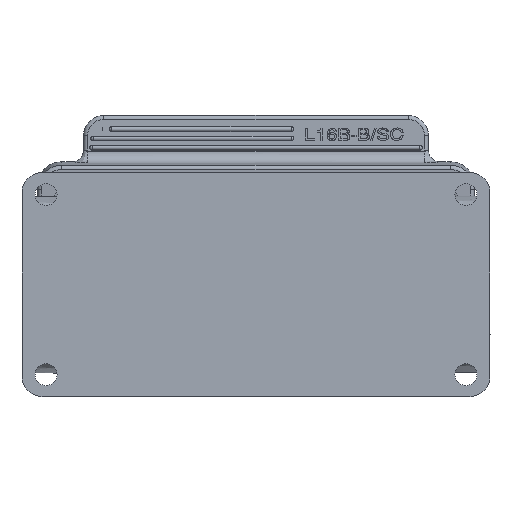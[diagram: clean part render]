
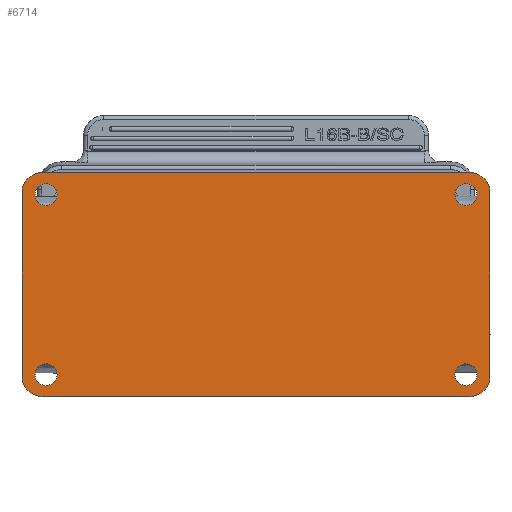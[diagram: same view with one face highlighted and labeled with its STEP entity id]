
A CAD part, front view. The second image highlights one B-rep face of the part: STEP entity #6714.
In plain terms, the highlighted planar face has unit normal (0, -1, 0).
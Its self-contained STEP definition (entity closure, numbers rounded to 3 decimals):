
#5077=CIRCLE('',#23535,2.75);
#5080=CIRCLE('',#23539,2.75);
#5081=CIRCLE('',#23541,2.75);
#5084=CIRCLE('',#23545,2.75);
#5090=CIRCLE('',#23559,2.75);
#5093=CIRCLE('',#23563,2.75);
#5094=CIRCLE('',#23565,2.75);
#5097=CIRCLE('',#23569,2.75);
#5098=CIRCLE('',#23571,5.);
#5112=CIRCLE('',#23606,5.);
#5113=CIRCLE('',#23608,5.);
#5114=CIRCLE('',#23609,5.);
#5428=FACE_BOUND('',#9145,.T.);
#5429=FACE_BOUND('',#9146,.T.);
#5430=FACE_BOUND('',#9147,.T.);
#5431=FACE_BOUND('',#9148,.T.);
#5432=FACE_BOUND('',#9149,.T.);
#6714=ADVANCED_FACE('',(#5428,#5429,#5430,#5431,#5432),#7308,.F.);
#7308=PLANE('',#23610);
#9145=EDGE_LOOP('',(#15478,#15479));
#9146=EDGE_LOOP('',(#15480,#15481));
#9147=EDGE_LOOP('',(#15482,#15483));
#9148=EDGE_LOOP('',(#15484,#15485));
#9149=EDGE_LOOP('',(#15486,#15487,#15488,#15489,#15490,#15491,#15492,#15493));
#10249=LINE('',#37361,#11355);
#10268=LINE('',#38179,#11374);
#10269=LINE('',#38183,#11375);
#10270=LINE('',#38184,#11376);
#11355=VECTOR('',#27027,1.);
#11374=VECTOR('',#27116,1.);
#11375=VECTOR('',#27119,1.);
#11376=VECTOR('',#27120,1.);
#15478=ORIENTED_EDGE('',*,*,#20705,.F.);
#15479=ORIENTED_EDGE('',*,*,#20710,.F.);
#15480=ORIENTED_EDGE('',*,*,#20754,.F.);
#15481=ORIENTED_EDGE('',*,*,#20759,.F.);
#15482=ORIENTED_EDGE('',*,*,#20748,.F.);
#15483=ORIENTED_EDGE('',*,*,#20753,.F.);
#15484=ORIENTED_EDGE('',*,*,#20711,.F.);
#15485=ORIENTED_EDGE('',*,*,#20716,.F.);
#15486=ORIENTED_EDGE('',*,*,#20823,.F.);
#15487=ORIENTED_EDGE('',*,*,#20824,.F.);
#15488=ORIENTED_EDGE('',*,*,#20825,.F.);
#15489=ORIENTED_EDGE('',*,*,#20826,.F.);
#15490=ORIENTED_EDGE('',*,*,#20760,.F.);
#15491=ORIENTED_EDGE('',*,*,#20764,.T.);
#15492=ORIENTED_EDGE('',*,*,#20821,.F.);
#15493=ORIENTED_EDGE('',*,*,#20827,.F.);
#18266=VERTEX_POINT('',#36900);
#18267=VERTEX_POINT('',#36901);
#18270=VERTEX_POINT('',#36912);
#18271=VERTEX_POINT('',#36913);
#18296=VERTEX_POINT('',#37329);
#18297=VERTEX_POINT('',#37330);
#18300=VERTEX_POINT('',#37341);
#18301=VERTEX_POINT('',#37342);
#18304=VERTEX_POINT('',#37353);
#18305=VERTEX_POINT('',#37354);
#18308=VERTEX_POINT('',#37362);
#18342=VERTEX_POINT('',#38173);
#18343=VERTEX_POINT('',#38177);
#18344=VERTEX_POINT('',#38178);
#18345=VERTEX_POINT('',#38180);
#18346=VERTEX_POINT('',#38182);
#20705=EDGE_CURVE('',#18266,#18267,#5077,.T.);
#20710=EDGE_CURVE('',#18267,#18266,#5080,.T.);
#20711=EDGE_CURVE('',#18270,#18271,#5081,.T.);
#20716=EDGE_CURVE('',#18271,#18270,#5084,.T.);
#20748=EDGE_CURVE('',#18296,#18297,#5090,.T.);
#20753=EDGE_CURVE('',#18297,#18296,#5093,.T.);
#20754=EDGE_CURVE('',#18300,#18301,#5094,.T.);
#20759=EDGE_CURVE('',#18301,#18300,#5097,.T.);
#20760=EDGE_CURVE('',#18304,#18305,#5098,.T.);
#20764=EDGE_CURVE('',#18304,#18308,#10249,.T.);
#20821=EDGE_CURVE('',#18342,#18308,#5112,.T.);
#20823=EDGE_CURVE('',#18343,#18344,#5113,.T.);
#20824=EDGE_CURVE('',#18345,#18343,#10268,.T.);
#20825=EDGE_CURVE('',#18346,#18345,#5114,.T.);
#20826=EDGE_CURVE('',#18305,#18346,#10269,.T.);
#20827=EDGE_CURVE('',#18344,#18342,#10270,.T.);
#23535=AXIS2_PLACEMENT_3D('',#36899,#26935,#26936);
#23539=AXIS2_PLACEMENT_3D('',#36909,#26945,#26946);
#23541=AXIS2_PLACEMENT_3D('',#36911,#26949,#26950);
#23545=AXIS2_PLACEMENT_3D('',#36921,#26959,#26960);
#23559=AXIS2_PLACEMENT_3D('',#37328,#26991,#26992);
#23563=AXIS2_PLACEMENT_3D('',#37338,#27001,#27002);
#23565=AXIS2_PLACEMENT_3D('',#37340,#27005,#27006);
#23569=AXIS2_PLACEMENT_3D('',#37350,#27015,#27016);
#23571=AXIS2_PLACEMENT_3D('',#37352,#27019,#27020);
#23606=AXIS2_PLACEMENT_3D('',#38172,#27109,#27110);
#23608=AXIS2_PLACEMENT_3D('',#38176,#27114,#27115);
#23609=AXIS2_PLACEMENT_3D('',#38181,#27117,#27118);
#23610=AXIS2_PLACEMENT_3D('',#38185,#27121,#27122);
#26935=DIRECTION('',(0.,-1.,0.));
#26936=DIRECTION('',(0.,0.,-1.));
#26945=DIRECTION('',(0.,-1.,0.));
#26946=DIRECTION('',(0.,0.,1.));
#26949=DIRECTION('',(0.,-1.,0.));
#26950=DIRECTION('',(0.,0.,-1.));
#26959=DIRECTION('',(0.,-1.,0.));
#26960=DIRECTION('',(0.,0.,1.));
#26991=DIRECTION('',(0.,-1.,0.));
#26992=DIRECTION('',(0.,0.,-1.));
#27001=DIRECTION('',(0.,-1.,0.));
#27002=DIRECTION('',(0.,0.,1.));
#27005=DIRECTION('',(0.,-1.,0.));
#27006=DIRECTION('',(0.,0.,-1.));
#27015=DIRECTION('',(0.,-1.,0.));
#27016=DIRECTION('',(0.,0.,1.));
#27019=DIRECTION('',(0.,1.,0.));
#27020=DIRECTION('',(0.,0.,-1.));
#27027=DIRECTION('',(1.,0.,0.));
#27109=DIRECTION('',(0.,1.,0.));
#27110=DIRECTION('',(1.,0.,0.));
#27114=DIRECTION('',(0.,1.,0.));
#27115=DIRECTION('',(0.,0.,1.));
#27116=DIRECTION('',(1.,0.,0.));
#27117=DIRECTION('',(0.,1.,0.));
#27118=DIRECTION('',(-1.,0.,0.));
#27119=DIRECTION('',(0.,0.,1.));
#27120=DIRECTION('',(0.,0.,-1.));
#27121=DIRECTION('',(0.,1.,0.));
#27122=DIRECTION('',(0.,0.,1.));
#36899=CARTESIAN_POINT('',(112.,0.,-5.5));
#36900=CARTESIAN_POINT('',(112.,0.,-8.25));
#36901=CARTESIAN_POINT('',(112.,0.,-2.75));
#36909=CARTESIAN_POINT('',(112.,0.,-5.5));
#36911=CARTESIAN_POINT('',(7.,0.,-5.5));
#36912=CARTESIAN_POINT('',(7.,0.,-8.25));
#36913=CARTESIAN_POINT('',(7.,0.,-2.75));
#36921=CARTESIAN_POINT('',(7.,0.,-5.5));
#37328=CARTESIAN_POINT('',(7.,0.,-50.5));
#37329=CARTESIAN_POINT('',(7.,0.,-53.25));
#37330=CARTESIAN_POINT('',(7.,0.,-47.75));
#37338=CARTESIAN_POINT('',(7.,0.,-50.5));
#37340=CARTESIAN_POINT('',(112.,0.,-50.5));
#37341=CARTESIAN_POINT('',(112.,0.,-53.25));
#37342=CARTESIAN_POINT('',(112.,0.,-47.75));
#37350=CARTESIAN_POINT('',(112.,0.,-50.5));
#37352=CARTESIAN_POINT('',(6.,0.,-51.));
#37353=CARTESIAN_POINT('',(6.,0.,-56.));
#37354=CARTESIAN_POINT('',(1.,0.,-51.));
#37361=CARTESIAN_POINT('',(6.,0.,-56.));
#37362=CARTESIAN_POINT('',(113.,0.,-56.));
#38172=CARTESIAN_POINT('',(113.,0.,-51.));
#38173=CARTESIAN_POINT('',(118.,0.,-51.));
#38176=CARTESIAN_POINT('',(113.,0.,-5.));
#38177=CARTESIAN_POINT('',(113.,0.,0.));
#38178=CARTESIAN_POINT('',(118.,0.,-5.));
#38179=CARTESIAN_POINT('',(6.,0.,0.));
#38180=CARTESIAN_POINT('',(6.,0.,0.));
#38181=CARTESIAN_POINT('',(6.,0.,-5.));
#38182=CARTESIAN_POINT('',(1.,0.,-5.));
#38183=CARTESIAN_POINT('',(1.,0.,-51.));
#38184=CARTESIAN_POINT('',(118.,0.,-5.));
#38185=CARTESIAN_POINT('',(59.5,0.,-28.));
